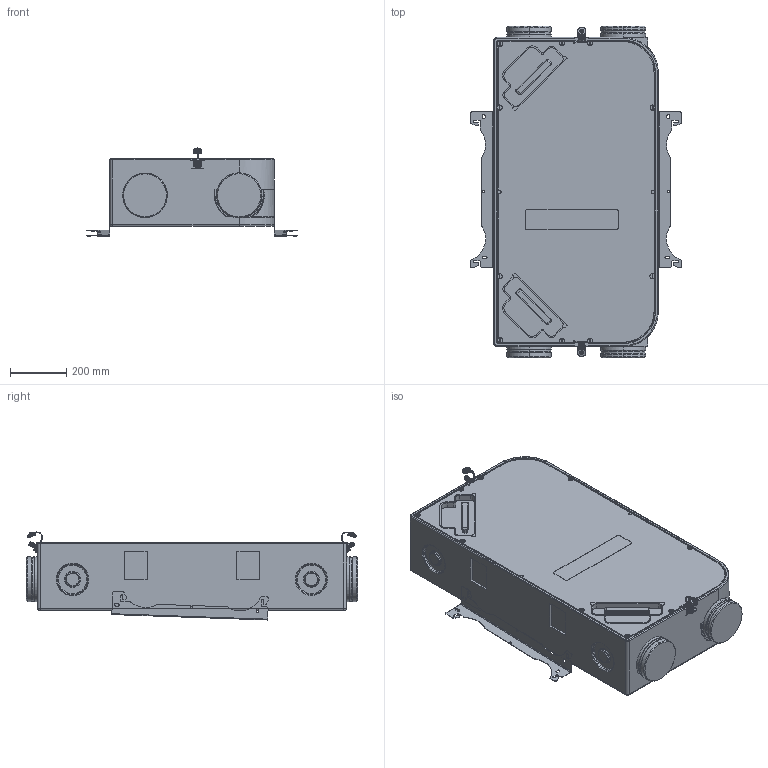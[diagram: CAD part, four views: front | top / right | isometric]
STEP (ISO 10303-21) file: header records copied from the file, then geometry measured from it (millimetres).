
FILE_DESCRIPTION(('CATIA V5 STEP Exchange','CAx-IF Rec.Pracs.--- Model Styling and Organization---1.5--- 2016-08-15','CAx-IF Rec.Pracs.---Supplemental Geometry---1.0---2011-11-01','CAx-IF Rec.Pracs.--- Composite Materials ---3.4---2017-06-13','CAx-IF Rec.Pracs.---Tessellated 3D Geometry---1.0---2015-12-17'),'2;1');
FILE_NAME('STEP_AIR113000_150_-_TST.stp','2024-03-07T10:06:09+00:00',('none'),('none'),'CATIA Version 5-6 Release 2020 SP5','CATIA V5 STEP AP242 v2','none');
FILE_SCHEMA(('AP242_MANAGED_MODEL_BASED_3D_ENGINEERING_MIM_LF {1 0 10303 442 1 1 4}'));
Products named in the file (1): AIR113000 150 - TST
Bounding box: 749.7 x 1180 x 313.31 mm (x, y, z)
Volume: 154680914.7 mm3; surface area: 2725750.4 mm2
Topology: 2 solids, 13 shells, 5407 faces, 15725 edges, 10359 vertices
Faces by surface type: cylinder 2847, plane 1663, cone 611, torus 231, bspline 46, extrusion 9
Entity records: 185815 total; most frequent: CARTESIAN_POINT 61699, ORIENTED_EDGE 31374, DIRECTION 16610, EDGE_CURVE 15687, VERTEX_POINT 10359, AXIS2_PLACEMENT_3D 7446, B_SPLINE_CURVE_WITH_KNOTS 6692, EDGE_LOOP 5516
